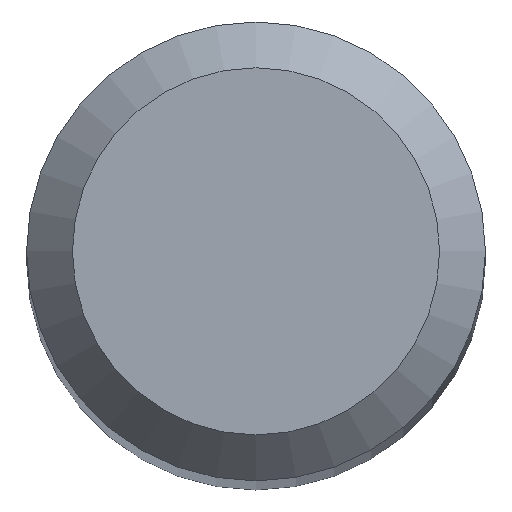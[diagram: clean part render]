
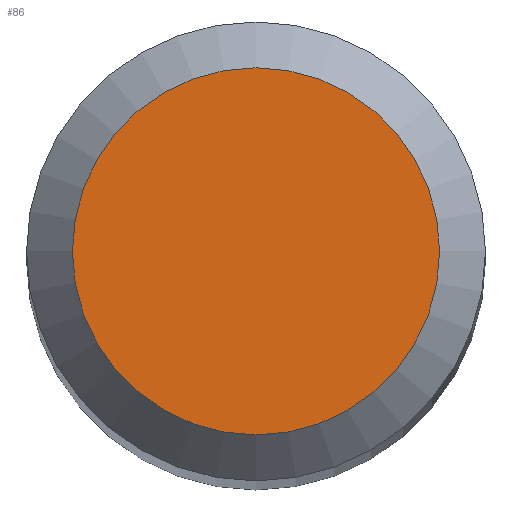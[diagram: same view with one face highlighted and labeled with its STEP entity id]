
A CAD part, top view. The second image highlights one B-rep face of the part: STEP entity #86.
In plain terms, the highlighted planar face has unit normal (0, 0, 1).
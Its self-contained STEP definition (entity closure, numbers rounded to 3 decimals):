
#7 = DIRECTION ( 'NONE',  ( 0., 1., 0. ) ) ;
#9 = AXIS2_PLACEMENT_3D ( 'NONE', #214, #168, #7 ) ;
#36 = CARTESIAN_POINT ( 'NONE',  ( 0., 1.2, 61. ) ) ;
#58 = EDGE_CURVE ( 'NONE', #208, #208, #142, .T. ) ;
#86 = ADVANCED_FACE ( 'NONE', ( #133 ), #206, .F. ) ;
#124 = EDGE_LOOP ( 'NONE', ( #240 ) ) ;
#133 = FACE_OUTER_BOUND ( 'NONE', #124, .T. ) ;
#135 = DIRECTION ( 'NONE',  ( 0., 0., -1. ) ) ;
#142 = CIRCLE ( 'NONE', #9, 1.2 ) ;
#151 = AXIS2_PLACEMENT_3D ( 'NONE', #226, #135, #173 ) ;
#168 = DIRECTION ( 'NONE',  ( 0., 0., -1. ) ) ;
#173 = DIRECTION ( 'NONE',  ( 0., 1., 0. ) ) ;
#206 = PLANE ( 'NONE',  #151 ) ;
#208 = VERTEX_POINT ( 'NONE', #36 ) ;
#214 = CARTESIAN_POINT ( 'NONE',  ( 0., 0., 61. ) ) ;
#226 = CARTESIAN_POINT ( 'NONE',  ( 0., 0., 61. ) ) ;
#240 = ORIENTED_EDGE ( 'NONE', *, *, #58, .F. ) ;
